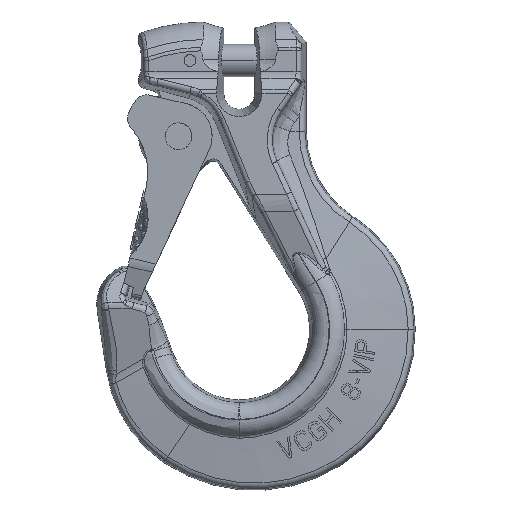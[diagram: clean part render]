
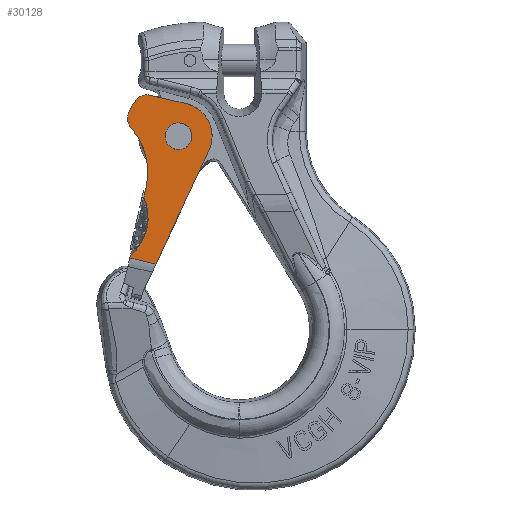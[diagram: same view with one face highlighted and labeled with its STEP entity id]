
A CAD part, top view. The second image highlights one B-rep face of the part: STEP entity #30128.
In plain terms, the highlighted face is planar.
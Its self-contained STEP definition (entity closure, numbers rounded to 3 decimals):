
#27679=DIRECTION('',(-0.996,0.011,-0.087));
#27680=VECTOR('',#27679,8.01);
#27681=CARTESIAN_POINT('',(1.979,-38.711,
13.173));
#27682=LINE('',#27681,#27680);
#27688=CARTESIAN_POINT('',(-4.,0.,12.65));
#27689=CARTESIAN_POINT('',(-4.,0.471,12.65));
#27690=CARTESIAN_POINT('',(-3.829,1.49,
12.665));
#27691=CARTESIAN_POINT('',(-2.912,2.913,
12.745));
#27692=CARTESIAN_POINT('',(-1.729,3.676,
12.849));
#27693=CARTESIAN_POINT('',(-0.722,3.958,
12.937));
#27694=CARTESIAN_POINT('',(0.,4.021,13.));
#27695=CARTESIAN_POINT('',(0.722,3.958,
13.063));
#27696=CARTESIAN_POINT('',(1.729,3.676,13.151));
#27697=CARTESIAN_POINT('',(2.912,2.913,13.255));
#27698=CARTESIAN_POINT('',(3.829,1.49,13.335));
#27699=CARTESIAN_POINT('',(4.,0.471,13.35));
#27700=CARTESIAN_POINT('',(4.,0.,13.35));
#27702=CARTESIAN_POINT('',(4.,0.,13.35));
#27703=CARTESIAN_POINT('',(4.,-0.471,13.35));
#27704=CARTESIAN_POINT('',(3.829,-1.49,
13.335));
#27705=CARTESIAN_POINT('',(2.912,-2.913,
13.255));
#27706=CARTESIAN_POINT('',(1.729,-3.676,
13.151));
#27707=CARTESIAN_POINT('',(0.722,-3.958,
13.063));
#27708=CARTESIAN_POINT('',(0.,-4.021,13.));
#27709=CARTESIAN_POINT('',(-0.722,-3.958,
12.937));
#27710=CARTESIAN_POINT('',(-1.729,-3.676,
12.849));
#27711=CARTESIAN_POINT('',(-2.912,-2.913,
12.745));
#27712=CARTESIAN_POINT('',(-3.829,-1.49,
12.665));
#27713=CARTESIAN_POINT('',(-4.,-0.471,12.65));
#27714=CARTESIAN_POINT('',(-4.,0.,12.65));
#27716=DIRECTION('',(0.,1.,0.));
#27717=VECTOR('',#27716,0.635);
#27718=CARTESIAN_POINT('',(-6.,-38.619,12.475));
#27719=LINE('',#27718,#27717);
#27720=CARTESIAN_POINT('',(-17.863,-29.,11.437));
#27721=DIRECTION('',(0.087,0.,-0.996));
#27722=DIRECTION('',(0.996,0.,0.087));
#27723=AXIS2_PLACEMENT_3D('',#27720,#27721,#27722);
#27725=CARTESIAN_POINT('',(-17.863,-29.,11.437));
#27726=DIRECTION('',(-0.087,0.,0.996));
#27727=DIRECTION('',(0.996,0.,0.087));
#27728=AXIS2_PLACEMENT_3D('',#27725,#27726,#27727);
#27730=DIRECTION('',(0.,1.,0.));
#27731=VECTOR('',#27730,3.015);
#27732=CARTESIAN_POINT('',(-6.,-20.015,12.475));
#27733=LINE('',#27732,#27731);
#27734=CARTESIAN_POINT('',(-6.,-17.,12.475));
#27735=CARTESIAN_POINT('',(-6.,-15.271,12.475));
#27736=CARTESIAN_POINT('',(-6.436,-12.039,
12.437));
#27737=CARTESIAN_POINT('',(-8.09,-7.713,
12.292));
#27738=CARTESIAN_POINT('',(-10.672,-3.871,
12.066));
#27739=CARTESIAN_POINT('',(-13.057,-1.656,
11.858));
#27740=CARTESIAN_POINT('',(-14.466,-0.661,
11.734));
#27742=CARTESIAN_POINT('',(-16.116,3.194,
11.59));
#27743=CARTESIAN_POINT('',(-15.888,4.734,
11.61));
#27744=CARTESIAN_POINT('',(-15.456,6.214,
11.648));
#27745=CARTESIAN_POINT('',(-14.822,7.634,
11.703));
#27747=DIRECTION('',(0.996,0.,0.087));
#27748=VECTOR('',#27747,11.212);
#27749=CARTESIAN_POINT('',(-11.169,10.003,
12.023));
#27750=LINE('',#27749,#27748);
#27751=CARTESIAN_POINT('',(9.783,-2.084,
13.856));
#27752=CARTESIAN_POINT('',(9.998,-1.075,
13.875));
#27753=CARTESIAN_POINT('',(10.071,0.653,
13.881));
#27754=CARTESIAN_POINT('',(9.535,3.556,13.834));
#27755=CARTESIAN_POINT('',(7.956,6.447,13.696));
#27756=CARTESIAN_POINT('',(5.456,8.59,13.477));
#27757=CARTESIAN_POINT('',(2.73,9.715,13.239));
#27758=CARTESIAN_POINT('',(1.028,10.003,13.09));
#27759=CARTESIAN_POINT('',(0.,10.003,13.));
#27761=DIRECTION('',(0.208,0.978,0.018));
#27762=VECTOR('',#27761,37.455);
#27763=CARTESIAN_POINT('',(1.979,-38.711,
13.173));
#27764=LINE('',#27763,#27762);
#28063=CARTESIAN_POINT('',(-14.466,-0.661,
11.734));
#28064=CARTESIAN_POINT('',(-15.136,-0.188,
11.676));
#28065=CARTESIAN_POINT('',(-15.986,0.967,
11.601));
#28066=CARTESIAN_POINT('',(-16.237,2.381,
11.579));
#28067=CARTESIAN_POINT('',(-16.116,3.194,
11.59));
#28087=CARTESIAN_POINT('',(-14.822,7.634,
11.703));
#28088=CARTESIAN_POINT('',(-14.645,8.03,
11.719));
#28089=CARTESIAN_POINT('',(-14.205,8.686,
11.757));
#28090=CARTESIAN_POINT('',(-13.371,9.4,
11.83));
#28091=CARTESIAN_POINT('',(-12.378,9.869,
11.917));
#28092=CARTESIAN_POINT('',(-11.601,10.003,
11.985));
#28093=CARTESIAN_POINT('',(-11.169,10.003,
12.023));
#29203=VERTEX_POINT('',#28087);
#29204=VERTEX_POINT('',#28093);
#29205=VERTEX_POINT('',#28063);
#29206=VERTEX_POINT('',#28067);
#29207=CARTESIAN_POINT('',(0.,10.003,13.));
#29208=VERTEX_POINT('',#29207);
#29209=VERTEX_POINT('',#27734);
#29210=VERTEX_POINT('',#27688);
#29211=VERTEX_POINT('',#27700);
#29212=CARTESIAN_POINT('',(-3.002,-29.,12.737));
#29213=CARTESIAN_POINT('',(-6.,-20.015,12.475));
#29214=VERTEX_POINT('',#29212);
#29215=VERTEX_POINT('',#29213);
#29216=CARTESIAN_POINT('',(-6.,-37.985,12.475));
#29217=VERTEX_POINT('',#29216);
#29218=VERTEX_POINT('',#27751);
#29251=CARTESIAN_POINT('',(1.979,-38.711,
13.173));
#29252=CARTESIAN_POINT('',(-6.,-38.619,12.475));
#29253=VERTEX_POINT('',#29251);
#29254=VERTEX_POINT('',#29252);
#30095=CARTESIAN_POINT('',(0.,-41.2,13.));
#30096=DIRECTION('',(-0.087,0.,0.996));
#30097=DIRECTION('',(0.,-1.,0.));
#30098=AXIS2_PLACEMENT_3D('',#30095,#30096,#30097);
#30099=PLANE('',#30098);
#30100=ORIENTED_EDGE('',*,*,#30088,.T.);
#30101=ORIENTED_EDGE('',*,*,#29662,.T.);
#30103=ORIENTED_EDGE('',*,*,#30102,.F.);
#30105=ORIENTED_EDGE('',*,*,#30104,.T.);
#30106=ORIENTED_EDGE('',*,*,#29658,.T.);
#30107=ORIENTED_EDGE('',*,*,#29787,.T.);
#30109=ORIENTED_EDGE('',*,*,#30108,.T.);
#30111=ORIENTED_EDGE('',*,*,#30110,.T.);
#30113=ORIENTED_EDGE('',*,*,#30112,.T.);
#30115=ORIENTED_EDGE('',*,*,#30114,.T.);
#30117=ORIENTED_EDGE('',*,*,#30116,.F.);
#30119=ORIENTED_EDGE('',*,*,#30118,.F.);
#30120=EDGE_LOOP('',(#30100,#30101,#30103,#30105,#30106,#30107,#30109,#30111,
#30113,#30115,#30117,#30119));
#30121=FACE_OUTER_BOUND('',#30120,.F.);
#30123=ORIENTED_EDGE('',*,*,#30122,.F.);
#30125=ORIENTED_EDGE('',*,*,#30124,.F.);
#30126=EDGE_LOOP('',(#30123,#30125));
#30127=FACE_BOUND('',#30126,.F.);
#30128=ADVANCED_FACE('',(#30121,#30127),#30099,.T.);
#27701=B_SPLINE_CURVE_WITH_KNOTS('',3,(#27688,#27689,#27690,#27691,#27692,
#27693,#27694,#27695,#27696,#27697,#27698,#27699,#27700),.UNSPECIFIED.,.F.,.F.,(
4,1,1,1,1,1,1,1,1,1,4),(0.,0.125,0.25,0.375,0.438,0.5,0.563,
0.625,0.75,0.875,1.),.UNSPECIFIED.);
#27715=B_SPLINE_CURVE_WITH_KNOTS('',3,(#27702,#27703,#27704,#27705,#27706,
#27707,#27708,#27709,#27710,#27711,#27712,#27713,#27714),.UNSPECIFIED.,.F.,.F.,(
4,1,1,1,1,1,1,1,1,1,4),(0.,0.125,0.25,0.375,0.438,0.5,0.563,
0.625,0.75,0.875,1.),.UNSPECIFIED.);
#27724=CIRCLE('',#27723,14.918);
#27729=CIRCLE('',#27728,14.918);
#27741=B_SPLINE_CURVE_WITH_KNOTS('',3,(#27734,#27735,#27736,#27737,#27738,
#27739,#27740),.UNSPECIFIED.,.F.,.F.,(4,1,1,1,4),(0.,0.25,0.5,0.75,
1.),.UNSPECIFIED.);
#27746=B_SPLINE_CURVE_WITH_KNOTS('',3,(#27742,#27743,#27744,#27745),
.UNSPECIFIED.,.F.,.F.,(4,4),(0.,1.),.UNSPECIFIED.);
#27760=B_SPLINE_CURVE_WITH_KNOTS('',3,(#27751,#27752,#27753,#27754,#27755,
#27756,#27757,#27758,#27759),.UNSPECIFIED.,.F.,.F.,(4,1,1,1,1,1,4),(0.,
0.125,0.25,0.5,0.75,0.875,1.),.UNSPECIFIED.);
#28068=B_SPLINE_CURVE_WITH_KNOTS('',3,(#28063,#28064,#28065,#28066,#28067),
.UNSPECIFIED.,.F.,.F.,(4,1,4),(0.,0.5,1.),.UNSPECIFIED.);
#28094=B_SPLINE_CURVE_WITH_KNOTS('',3,(#28087,#28088,#28089,#28090,#28091,
#28092,#28093),.UNSPECIFIED.,.F.,.F.,(4,1,1,1,4),(0.,0.25,0.5,0.75,
1.),.UNSPECIFIED.);
#29658=EDGE_CURVE('',#29215,#29209,#27733,.T.);
#29662=EDGE_CURVE('',#29254,#29217,#27719,.T.);
#29787=EDGE_CURVE('',#29209,#29205,#27741,.T.);
#30088=EDGE_CURVE('',#29253,#29254,#27682,.T.);
#30102=EDGE_CURVE('',#29214,#29217,#27724,.T.);
#30104=EDGE_CURVE('',#29214,#29215,#27729,.T.);
#30108=EDGE_CURVE('',#29205,#29206,#28068,.T.);
#30110=EDGE_CURVE('',#29206,#29203,#27746,.T.);
#30112=EDGE_CURVE('',#29203,#29204,#28094,.T.);
#30114=EDGE_CURVE('',#29204,#29208,#27750,.T.);
#30116=EDGE_CURVE('',#29218,#29208,#27760,.T.);
#30118=EDGE_CURVE('',#29253,#29218,#27764,.T.);
#30122=EDGE_CURVE('',#29210,#29211,#27701,.T.);
#30124=EDGE_CURVE('',#29211,#29210,#27715,.T.);
